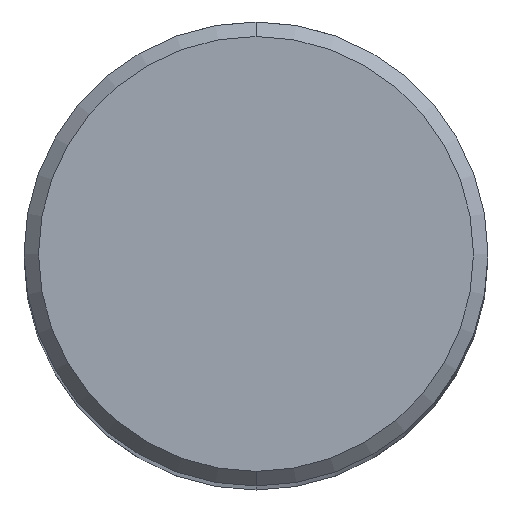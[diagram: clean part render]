
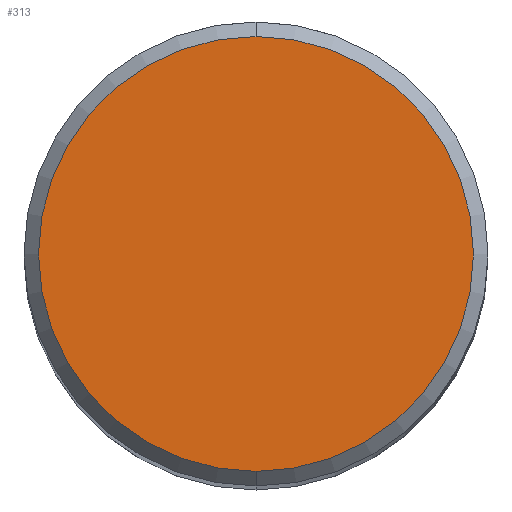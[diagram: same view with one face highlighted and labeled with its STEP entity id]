
A CAD part, top view. The second image highlights one B-rep face of the part: STEP entity #313.
In plain terms, the highlighted planar face has unit normal (0, 0, 1).
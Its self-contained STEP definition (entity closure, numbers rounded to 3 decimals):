
#161=EDGE_CURVE('',#279,#239,#436,.T.);
#239=VERTEX_POINT('',#522);
#279=VERTEX_POINT('',#566);
#313=ADVANCED_FACE('',(#603),#604,.T.);
#325=EDGE_CURVE('',#239,#279,#617,.T.);
#436=CIRCLE('',#730,15.0);
#522=CARTESIAN_POINT('',(0.,-15.0,0.0));
#566=CARTESIAN_POINT('',(0.0,15.0,0.0));
#603=FACE_OUTER_BOUND('',#1120,.T.);
#604=PLANE('',#1121);
#617=CIRCLE('',#1141,15.0);
#730=AXIS2_PLACEMENT_3D('',#1477,#1478,#1479);
#1120=EDGE_LOOP('',(#1652,#1653));
#1121=AXIS2_PLACEMENT_3D('',#1654,#1655,#1656);
#1141=AXIS2_PLACEMENT_3D('',#1669,#1670,#1671);
#1477=CARTESIAN_POINT('',(0.0,0.0,0.0));
#1478=DIRECTION('',(0.0,0.0,-1.0));
#1479=DIRECTION('',(0.0,1.0,0.0));
#1652=ORIENTED_EDGE('',*,*,#161,.F.);
#1653=ORIENTED_EDGE('',*,*,#325,.F.);
#1654=CARTESIAN_POINT('',(0.0,7.5,0.0));
#1655=DIRECTION('',(-0.0,0.0,1.0));
#1656=DIRECTION('',(0.0,-1.0,0.0));
#1669=CARTESIAN_POINT('',(0.0,0.0,0.0));
#1670=DIRECTION('',(0.0,0.0,-1.0));
#1671=DIRECTION('',(0.0,1.0,0.0));
